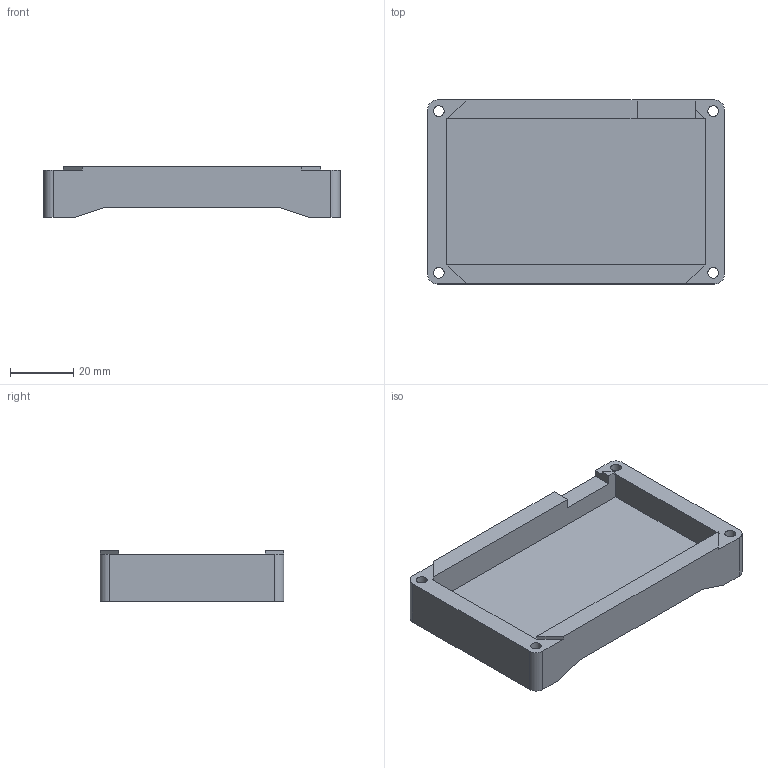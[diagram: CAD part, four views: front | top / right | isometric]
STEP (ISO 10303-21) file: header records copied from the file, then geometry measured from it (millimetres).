
FILE_DESCRIPTION(/* description */ ('STEP AP242','CAx-IF Rec.Pracs.---Representation and Presentation of Product Manufacturing Information (PMI)---4.0---2014-10-13','CAx-IF Rec.Pracs.---3D Tessellated Geometry---0.4---2014-09-14','2;1'),/* implementation_level */ '2;1');
FILE_NAME(/* name */ '6854f2e3213e7c26ea80abd2',/* time_stamp */ '2025-06-20T05:34:27Z',/* author */ (''),/* organization */ (''),/* preprocessor_version */ 'ST-DEVELOPER v20',/* originating_system */ 'ONSHAPE BY PTC INC, 1.199',/* authorisation */ ' ');
FILE_SCHEMA (('AP242_MANAGED_MODEL_BASED_3D_ENGINEERING_MIM_LF { 1 0 10303 442 1 1 4 }'));
Length unit declared in the file: metre
Products named in the file (1): Part 2
Bounding box: 93.96 x 58.24 x 15.9 mm (x, y, z)
Volume: 36225.4 mm3; surface area: 18264.4 mm2
Topology: 1 solids, 1 shells, 243 faces, 663 edges, 442 vertices
Faces by surface type: bspline 114, plane 113, cylinder 16
Full cylindrical faces by diameter (mm): 3.4 x4, 5.6 x4
Entity records: 8003 total; most frequent: CARTESIAN_POINT 2595, ORIENTED_EDGE 1310, DIRECTION 719, EDGE_CURVE 655, VERTEX_POINT 442, LINE 395, VECTOR 395, EDGE_LOOP 279
